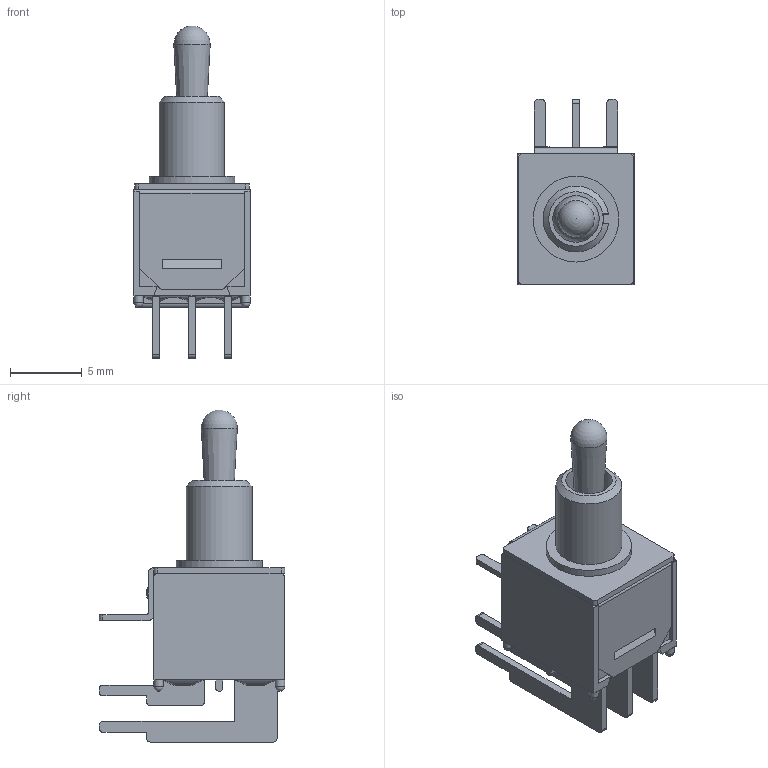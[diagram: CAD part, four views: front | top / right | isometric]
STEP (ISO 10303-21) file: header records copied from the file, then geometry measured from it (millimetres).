
FILE_DESCRIPTION((' '),'2;1');
FILE_NAME('200MDPxT2B4M6xE.stp','2017-08-01T09:54:57',(' '),(' '),' ','ACIS',' ');
FILE_SCHEMA(('CONFIG_CONTROL_DESIGN'));
Length unit declared in the file: inch
Products named in the file (1): 200MDPxT2B4M6xE.stp
Bounding box: 8.13 x 12.95 x 23.21 mm (x, y, z)
Volume: 420.4 mm3; surface area: 1282.8 mm2
Topology: 1 solids, 2 shells, 277 faces, 771 edges, 499 vertices
Faces by surface type: plane 189, cylinder 60, bspline 18, sphere 6, cone 4
Full cylindrical faces by diameter (mm): 0.65 x4, 3.25 x1, 6 x1
Entity records: 9687 total; most frequent: CARTESIAN_POINT 2697, ORIENTED_EDGE 1488, DIRECTION 1334, EDGE_CURVE 744, VECTOR 526, LINE 526, VERTEX_POINT 489, AXIS2_PLACEMENT_3D 404
